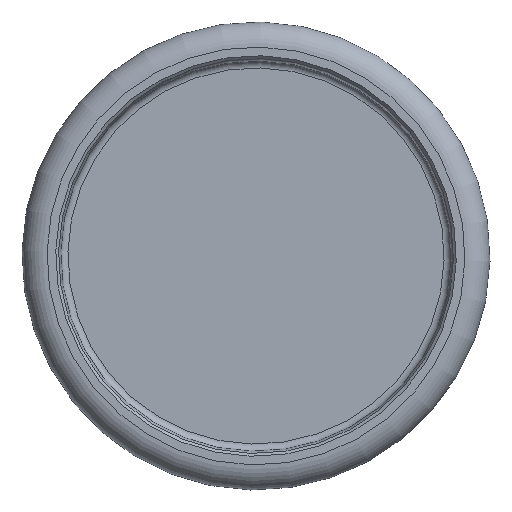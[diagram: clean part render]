
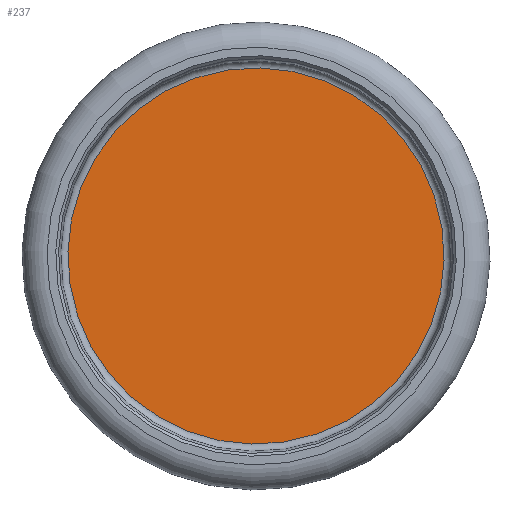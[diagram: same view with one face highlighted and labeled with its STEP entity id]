
A CAD part, left-side view. The second image highlights one B-rep face of the part: STEP entity #237.
In plain terms, the highlighted planar face has unit normal (-1, 0, 0).
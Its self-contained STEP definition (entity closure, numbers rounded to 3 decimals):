
#16=PLANE('',#286);
#32=FACE_OUTER_BOUND('',#48,.T.);
#48=EDGE_LOOP('',(#171));
#82=CIRCLE('',#282,26.2);
#106=VERTEX_POINT('',#421);
#128=EDGE_CURVE('',#106,#106,#82,.T.);
#171=ORIENTED_EDGE('',*,*,#128,.T.);
#237=ADVANCED_FACE('',(#32),#16,.T.);
#282=AXIS2_PLACEMENT_3D('',#422,#337,#338);
#286=AXIS2_PLACEMENT_3D('',#428,#345,#346);
#337=DIRECTION('center_axis',(-1.,0.,0.));
#338=DIRECTION('ref_axis',(0.,1.,0.));
#345=DIRECTION('center_axis',(-1.,0.,0.));
#346=DIRECTION('ref_axis',(0.,1.,0.));
#421=CARTESIAN_POINT('',(-2.,-12.561,-22.993));
#422=CARTESIAN_POINT('Origin',(-2.,0.,0.));
#428=CARTESIAN_POINT('Origin',(-2.,0.,26.2));
